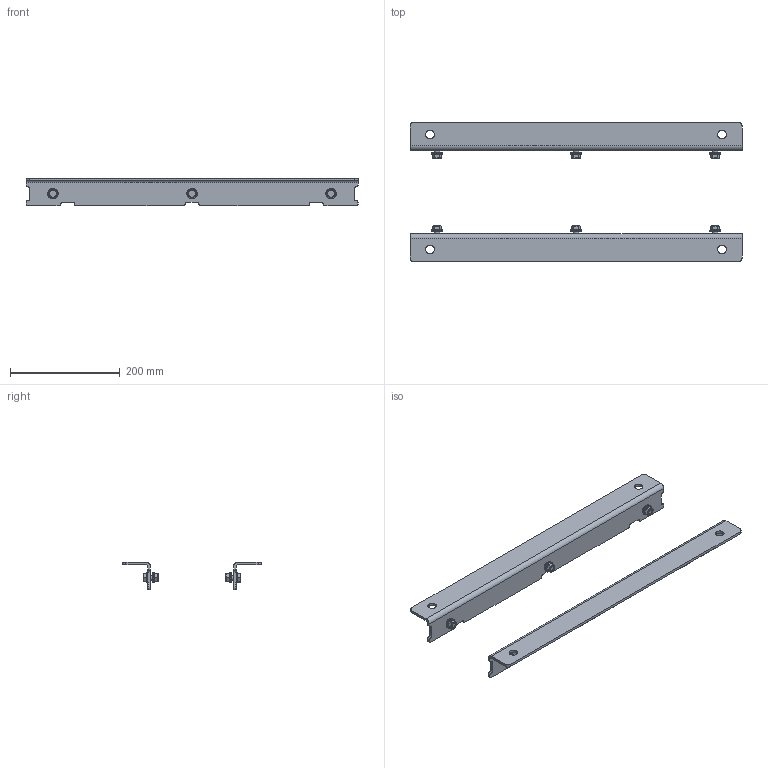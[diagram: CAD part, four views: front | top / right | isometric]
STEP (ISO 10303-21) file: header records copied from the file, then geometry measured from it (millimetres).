
FILE_DESCRIPTION (( 'STEP AP203' ), '1' );
FILE_NAME ('SCE-XMAIMF24.step', '2021-02-09T22:34:28', ( 'ADC123' ), ( 'Microsoft' ), 'SwSTEP 2.0', 'SolidWorks 2019', '' );
FILE_SCHEMA (( 'CONFIG_CONTROL_DESIGN' ));
Products named in the file (1): SCE-XMAIMF24
Bounding box: 606.42 x 254.01 x 50.81 mm (x, y, z)
Volume: 556232.1 mm3; surface area: 256863.6 mm2
Topology: 20 solids, 20 shells, 682 faces, 1668 edges, 984 vertices
Faces by surface type: bspline 324, plane 170, cylinder 170, cone 18
Full cylindrical faces by diameter (mm): 9.322 x6, 9.474 x6, 10.16 x6, 10.922 x6, 11.112 x6, 15.875 x4, 17.78 x6, 19.05 x6
Entity records: 35815 total; most frequent: CARTESIAN_POINT 23677, ORIENTED_EDGE 2860, DIRECTION 1726, EDGE_CURVE 1430, VERTEX_POINT 906, EDGE_LOOP 844, FACE_OUTER_BOUND 752, AXIS2_PLACEMENT_3D 705
